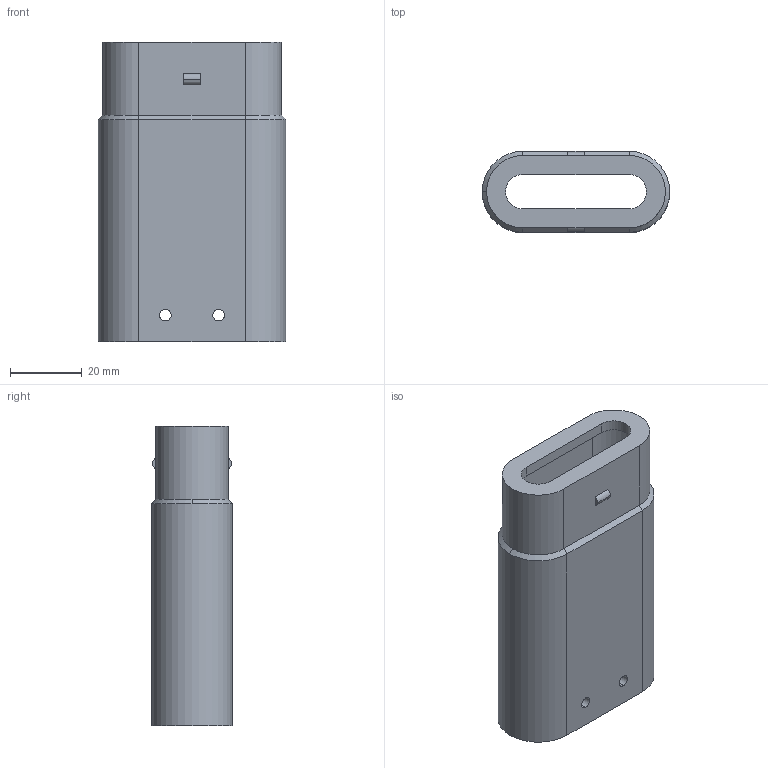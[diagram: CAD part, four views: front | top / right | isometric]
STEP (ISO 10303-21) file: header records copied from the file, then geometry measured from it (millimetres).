
FILE_DESCRIPTION (( 'STEP AP214' ), '1' );
FILE_NAME ('sensor Holder.STEP', '2023-12-19T11:02:34', ( '' ), ( '' ), 'SwSTEP 2.0', 'SolidWorks 2023', '' );
FILE_SCHEMA (( 'AUTOMOTIVE_DESIGN' ));
Length unit declared in the file: millimetre
Products named in the file (1): sensor Holder
Bounding box: 52.1 x 22.5 x 83.2 mm (x, y, z)
Volume: 27877.1 mm3; surface area: 21227.1 mm2
Topology: 1 solids, 1 shells, 44 faces, 109 edges, 70 vertices
Faces by surface type: cylinder 24, plane 17, cone 3
Entity records: 1362 total; most frequent: DIRECTION 249, CARTESIAN_POINT 224, ORIENTED_EDGE 218, EDGE_CURVE 109, AXIS2_PLACEMENT_3D 95, VERTEX_POINT 70, VECTOR 59, LINE 59
